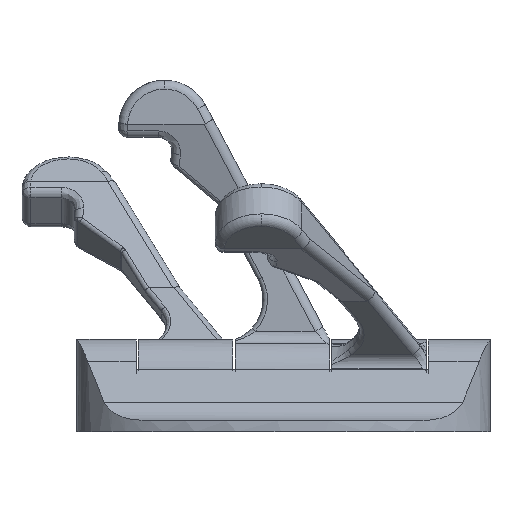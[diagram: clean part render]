
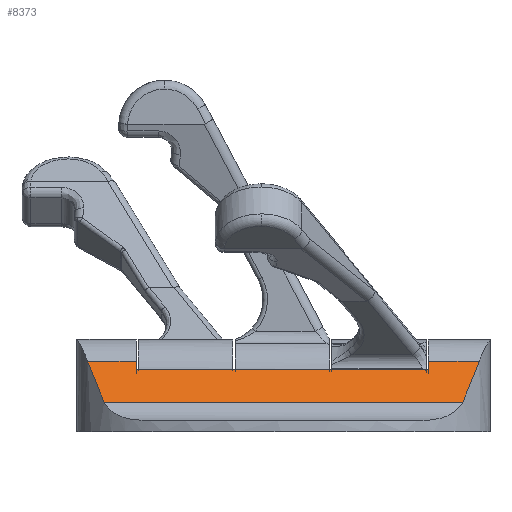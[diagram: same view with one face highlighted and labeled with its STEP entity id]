
A CAD part, left-side view. The second image highlights one B-rep face of the part: STEP entity #8373.
In plain terms, the highlighted planar face has unit normal (-0.896, 0, 0.444).
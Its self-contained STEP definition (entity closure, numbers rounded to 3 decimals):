
#17 = VECTOR ( 'NONE', #8247, 1000. ) ;
#103 = AXIS2_PLACEMENT_3D ( 'NONE', #4146, #4211, #10069 ) ;
#168 = CARTESIAN_POINT ( 'NONE',  ( -8.062, 91.589, 16. ) ) ;
#173 = CARTESIAN_POINT ( 'NONE',  ( -9., 80.5, 14.11 ) ) ;
#211 = VERTEX_POINT ( 'NONE', #10561 ) ;
#308 = CARTESIAN_POINT ( 'NONE',  ( -12.654, 87.805, 6.746 ) ) ;
#372 = VERTEX_POINT ( 'NONE', #173 ) ;
#400 = EDGE_CURVE ( 'NONE', #5688, #372, #2779, .T. ) ;
#430 = CARTESIAN_POINT ( 'NONE',  ( -8.062, 91.589, 16. ) ) ;
#453 = DIRECTION ( 'NONE',  ( 0., -1., 0. ) ) ;
#612 = LINE ( 'NONE', #4941, #4062 ) ;
#780 = CARTESIAN_POINT ( 'NONE',  ( -12.654, 6.195, 6.746 ) ) ;
#949 = ORIENTED_EDGE ( 'NONE', *, *, #6382, .F. ) ;
#1209 = EDGE_CURVE ( 'NONE', #1361, #211, #10230, .T. ) ;
#1315 = CARTESIAN_POINT ( 'NONE',  ( -12.654, 87.805, 6.746 ) ) ;
#1361 = VERTEX_POINT ( 'NONE', #3679 ) ;
#1712 = DIRECTION ( 'NONE',  ( 0.444, 0., 0.896 ) ) ;
#1891 = VECTOR ( 'NONE', #1712, 1000. ) ;
#2217 = CARTESIAN_POINT ( 'NONE',  ( -11.172, 89.366, 9.732 ) ) ;
#2742 = CARTESIAN_POINT ( 'NONE',  ( -8.062, 80.5, 16. ) ) ;
#2770 = VECTOR ( 'NONE', #6204, 1000. ) ;
#2779 = LINE ( 'NONE', #7326, #2770 ) ;
#3081 = B_SPLINE_CURVE_WITH_KNOTS ( 'NONE', 3,
 ( #1315, #2217, #10545, #430 ),
 .UNSPECIFIED., .F., .F.,
 ( 4, 4 ),
 ( 0., 0.011 ),
 .UNSPECIFIED. ) ;
#3235 = ORIENTED_EDGE ( 'NONE', *, *, #6690, .T. ) ;
#3511 = ORIENTED_EDGE ( 'NONE', *, *, #6535, .F. ) ;
#3679 = CARTESIAN_POINT ( 'NONE',  ( -9., 14., 14.11 ) ) ;
#4037 = DIRECTION ( 'NONE',  ( 0., -1., 0. ) ) ;
#4062 = VECTOR ( 'NONE', #4037, 1000. ) ;
#4146 = CARTESIAN_POINT ( 'NONE',  ( -12.654, 94., 6.746 ) ) ;
#4211 = DIRECTION ( 'NONE',  ( 0.896, 0., -0.444 ) ) ;
#4667 = DIRECTION ( 'NONE',  ( 0., -1., 0. ) ) ;
#4858 = CARTESIAN_POINT ( 'NONE',  ( -12.654, 94., 6.746 ) ) ;
#4941 = CARTESIAN_POINT ( 'NONE',  ( -8.062, 94., 16. ) ) ;
#5427 = LINE ( 'NONE', #10565, #9032 ) ;
#5608 = LINE ( 'NONE', #6335, #7793 ) ;
#5662 = VERTEX_POINT ( 'NONE', #308 ) ;
#5688 = VERTEX_POINT ( 'NONE', #2742 ) ;
#5820 = CARTESIAN_POINT ( 'NONE',  ( -11.172, 4.634, 9.732 ) ) ;
#6020 = ORIENTED_EDGE ( 'NONE', *, *, #10300, .F. ) ;
#6204 = DIRECTION ( 'NONE',  ( -0.444, 0., -0.896 ) ) ;
#6335 = CARTESIAN_POINT ( 'NONE',  ( -8.062, 94., 16. ) ) ;
#6382 = EDGE_CURVE ( 'NONE', #372, #1361, #5427, .T. ) ;
#6535 = EDGE_CURVE ( 'NONE', #7340, #5688, #612, .T. ) ;
#6683 = EDGE_LOOP ( 'NONE', ( #8084, #3511, #10632, #3235, #8299, #6020, #9326, #949 ) ) ;
#6690 = EDGE_CURVE ( 'NONE', #5662, #8508, #9841, .T. ) ;
#6755 = CARTESIAN_POINT ( 'NONE',  ( -9.64, 3.38, 12.82 ) ) ;
#7326 = CARTESIAN_POINT ( 'NONE',  ( -12.654, 80.5, 6.746 ) ) ;
#7340 = VERTEX_POINT ( 'NONE', #168 ) ;
#7427 = CARTESIAN_POINT ( 'NONE',  ( -8.062, 2.411, 16. ) ) ;
#7793 = VECTOR ( 'NONE', #453, 1000. ) ;
#7817 = EDGE_CURVE ( 'NONE', #5662, #7340, #3081, .T. ) ;
#8084 = ORIENTED_EDGE ( 'NONE', *, *, #400, .F. ) ;
#8247 = DIRECTION ( 'NONE',  ( 0., -1., 0. ) ) ;
#8299 = ORIENTED_EDGE ( 'NONE', *, *, #10346, .F. ) ;
#8366 = FACE_OUTER_BOUND ( 'NONE', #6683, .T. ) ;
#8373 = ADVANCED_FACE ( 'NONE', ( #8366 ), #9859, .F. ) ;
#8508 = VERTEX_POINT ( 'NONE', #10605 ) ;
#9032 = VECTOR ( 'NONE', #4667, 1000. ) ;
#9326 = ORIENTED_EDGE ( 'NONE', *, *, #1209, .F. ) ;
#9367 = CARTESIAN_POINT ( 'NONE',  ( -12.654, 14., 6.746 ) ) ;
#9838 = B_SPLINE_CURVE_WITH_KNOTS ( 'NONE', 3,
 ( #10862, #6755, #5820, #780 ),
 .UNSPECIFIED., .F., .F.,
 ( 4, 4 ),
 ( 0., 0.011 ),
 .UNSPECIFIED. ) ;
#9840 = VERTEX_POINT ( 'NONE', #7427 ) ;
#9841 = LINE ( 'NONE', #4858, #17 ) ;
#9859 = PLANE ( 'NONE',  #103 ) ;
#10069 = DIRECTION ( 'NONE',  ( -0.444, 0., -0.896 ) ) ;
#10230 = LINE ( 'NONE', #9367, #1891 ) ;
#10300 = EDGE_CURVE ( 'NONE', #211, #9840, #5608, .T. ) ;
#10346 = EDGE_CURVE ( 'NONE', #9840, #8508, #9838, .T. ) ;
#10545 = CARTESIAN_POINT ( 'NONE',  ( -9.64, 90.62, 12.82 ) ) ;
#10561 = CARTESIAN_POINT ( 'NONE',  ( -8.062, 14., 16. ) ) ;
#10565 = CARTESIAN_POINT ( 'NONE',  ( -9., 94., 14.11 ) ) ;
#10605 = CARTESIAN_POINT ( 'NONE',  ( -12.654, 6.195, 6.746 ) ) ;
#10632 = ORIENTED_EDGE ( 'NONE', *, *, #7817, .F. ) ;
#10862 = CARTESIAN_POINT ( 'NONE',  ( -8.062, 2.411, 16. ) ) ;
